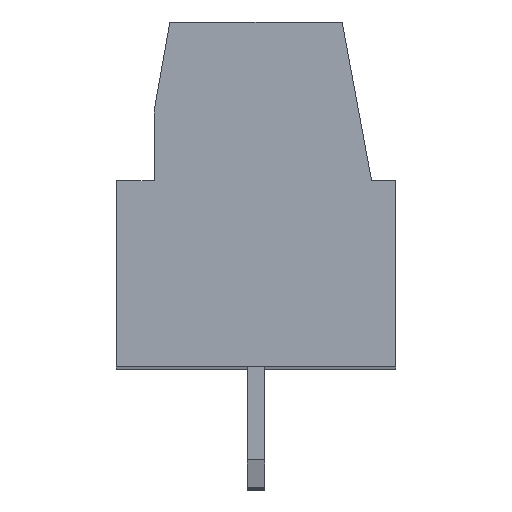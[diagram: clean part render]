
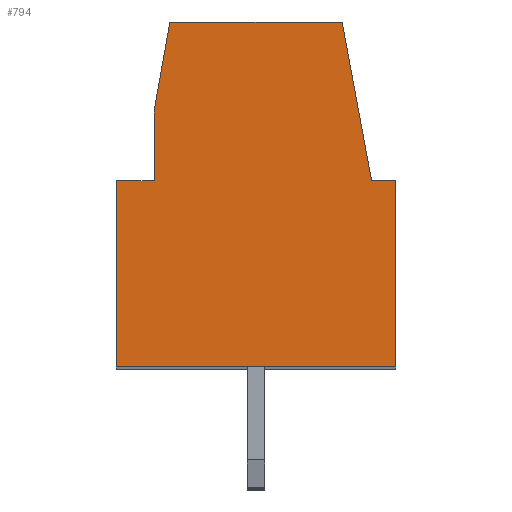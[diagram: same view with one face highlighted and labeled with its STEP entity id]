
A CAD part, top view. The second image highlights one B-rep face of the part: STEP entity #794.
In plain terms, the highlighted planar face has unit normal (0, 0, 1).
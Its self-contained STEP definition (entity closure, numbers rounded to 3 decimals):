
#794 = ADVANCED_FACE( '', ( #1751 ), #1752, .F. );
#1751 = FACE_OUTER_BOUND( '', #2895, .T. );
#1752 = PLANE( '', #2896 );
#2895 = EDGE_LOOP( '', ( #5031, #5032, #5033, #5034, #5035, #5036, #5037, #5038, #5039 ) );
#2896 = AXIS2_PLACEMENT_3D( '', #5040, #5041, #5042 );
#5031 = ORIENTED_EDGE( '', *, *, #7674, .T. );
#5032 = ORIENTED_EDGE( '', *, *, #7219, .F. );
#5033 = ORIENTED_EDGE( '', *, *, #7308, .F. );
#5034 = ORIENTED_EDGE( '', *, *, #7675, .F. );
#5035 = ORIENTED_EDGE( '', *, *, #7505, .F. );
#5036 = ORIENTED_EDGE( '', *, *, #7676, .F. );
#5037 = ORIENTED_EDGE( '', *, *, #7677, .F. );
#5038 = ORIENTED_EDGE( '', *, *, #7678, .T. );
#5039 = ORIENTED_EDGE( '', *, *, #7679, .F. );
#5040 = CARTESIAN_POINT( '', ( 0.81, -4.4, 0. ) );
#5041 = DIRECTION( '', ( 0., 0., -1. ) );
#5042 = DIRECTION( '', ( 0., -1., 0. ) );
#7219 = EDGE_CURVE( '', #8804, #8807, #8808, .T. );
#7308 = EDGE_CURVE( '', #8950, #8804, #8952, .T. );
#7505 = EDGE_CURVE( '', #9267, #9269, #9270, .T. );
#7674 = EDGE_CURVE( '', #9503, #8807, #9504, .T. );
#7675 = EDGE_CURVE( '', #9269, #8950, #9505, .T. );
#7676 = EDGE_CURVE( '', #9506, #9267, #9507, .T. );
#7677 = EDGE_CURVE( '', #9508, #9506, #9509, .T. );
#7678 = EDGE_CURVE( '', #9508, #9510, #9511, .T. );
#7679 = EDGE_CURVE( '', #9503, #9510, #9512, .T. );
#8804 = VERTEX_POINT( '', #11021 );
#8807 = VERTEX_POINT( '', #11025 );
#8808 = LINE( '', #11026, #11027 );
#8950 = VERTEX_POINT( '', #11232 );
#8952 = LINE( '', #11235, #11236 );
#9267 = VERTEX_POINT( '', #11696 );
#9269 = VERTEX_POINT( '', #11699 );
#9270 = LINE( '', #11700, #11701 );
#9503 = VERTEX_POINT( '', #12044 );
#9504 = LINE( '', #12045, #12046 );
#9505 = LINE( '', #12047, #12048 );
#9506 = VERTEX_POINT( '', #12049 );
#9507 = LINE( '', #12050, #12051 );
#9508 = VERTEX_POINT( '', #12052 );
#9509 = LINE( '', #12053, #12054 );
#9510 = VERTEX_POINT( '', #12055 );
#9511 = LINE( '', #12056, #12057 );
#9512 = LINE( '', #12058, #12059 );
#11021 = CARTESIAN_POINT( '', ( -7., 5.4, 0. ) );
#11025 = CARTESIAN_POINT( '', ( -7., 7.448, 0. ) );
#11026 = CARTESIAN_POINT( '', ( -7., 5.4, 0. ) );
#11027 = VECTOR( '', #13236, 1000. );
#11232 = CARTESIAN_POINT( '', ( -8.1, 5.4, 0. ) );
#11235 = CARTESIAN_POINT( '', ( -8.1, 5.4, 0. ) );
#11236 = VECTOR( '', #13316, 1000. );
#11696 = CARTESIAN_POINT( '', ( 0., 0., 0. ) );
#11699 = CARTESIAN_POINT( '', ( -8.1, 0., 0. ) );
#11700 = CARTESIAN_POINT( '', ( 0., 0., 0. ) );
#11701 = VECTOR( '', #13502, 1000. );
#12044 = CARTESIAN_POINT( '', ( -6.55, 10., 0. ) );
#12045 = CARTESIAN_POINT( '', ( -6.55, 10., 0. ) );
#12046 = VECTOR( '', #13643, 1000. );
#12047 = CARTESIAN_POINT( '', ( -8.1, 0., 0. ) );
#12048 = VECTOR( '', #13644, 1000. );
#12049 = CARTESIAN_POINT( '', ( 0., 5.4, 0. ) );
#12050 = CARTESIAN_POINT( '', ( 0., 5.4, 0. ) );
#12051 = VECTOR( '', #13645, 1000. );
#12052 = CARTESIAN_POINT( '', ( -0.697, 5.4, 0. ) );
#12053 = CARTESIAN_POINT( '', ( -0.697, 5.4, 0. ) );
#12054 = VECTOR( '', #13646, 1000. );
#12055 = CARTESIAN_POINT( '', ( -1.55, 10., 0. ) );
#12056 = CARTESIAN_POINT( '', ( -0.697, 5.4, 0. ) );
#12057 = VECTOR( '', #13647, 1000. );
#12058 = CARTESIAN_POINT( '', ( -6.55, 10., 0. ) );
#12059 = VECTOR( '', #13648, 1000. );
#13236 = DIRECTION( '', ( 0., 1., 0. ) );
#13316 = DIRECTION( '', ( 1., 0., 0. ) );
#13502 = DIRECTION( '', ( -1., 0., 0. ) );
#13643 = DIRECTION( '', ( -0.174, -0.985, 0. ) );
#13644 = DIRECTION( '', ( 0., 1., 0. ) );
#13645 = DIRECTION( '', ( 0., -1., 0. ) );
#13646 = DIRECTION( '', ( 1., 0., 0. ) );
#13647 = DIRECTION( '', ( -0.182, 0.983, 0. ) );
#13648 = DIRECTION( '', ( 1., 0., 0. ) );
